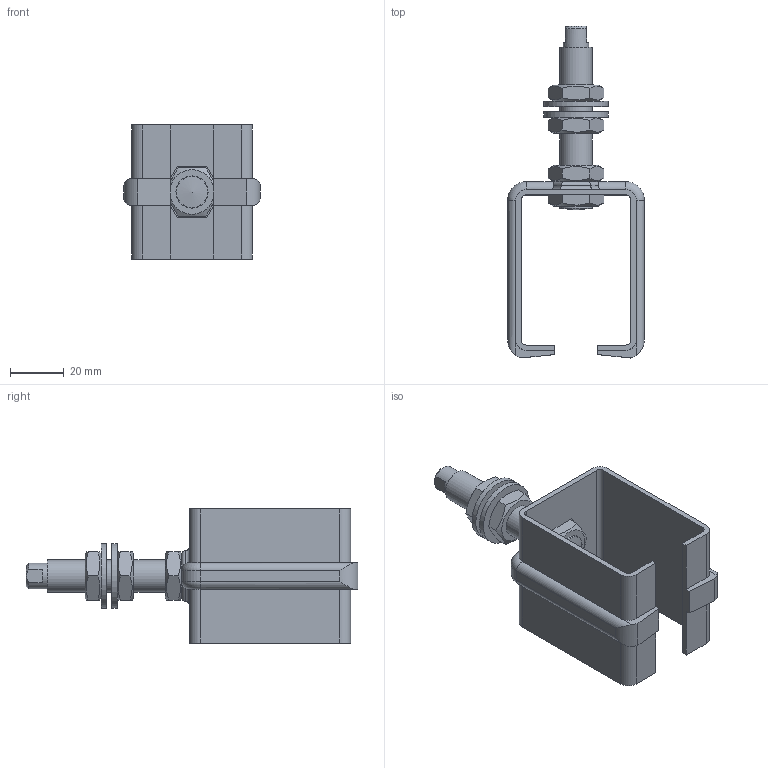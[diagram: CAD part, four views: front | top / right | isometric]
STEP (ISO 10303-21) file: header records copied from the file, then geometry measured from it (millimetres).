
FILE_DESCRIPTION(/* description */ (''),/* implementation_level */ '2;1');
FILE_NAME(/* name */ '5041.stp',/* time_stamp */ '2015-02-02T09:29:50+01:00',/* author */ ('Giuliano'),/* organization */ (''),/* preprocessor_version */ 'ST-DEVELOPER v15.6',/* originating_system */ 'Autodesk Inventor 2015',/* authorisation */ '');
FILE_SCHEMA (('AUTOMOTIVE_DESIGN { 1 0 10303 214 3 1 1 }'));
Length unit declared in the file: millimetre
Products named in the file (5): 14376; 14975; local.ISO.54.110.8; 15741; 5041
Assembly tree (8 placements, depth 2):
  5041
    14376
    14975
    local.ISO.54.110.8  x4
    15741  x2
Bounding box: 51 x 123.77 x 50 mm (x, y, z)
Volume: 35806.7 mm3; surface area: 27947.2 mm2
Topology: 8 solids, 8 shells, 149 faces, 353 edges, 222 vertices
Faces by surface type: plane 80, cylinder 47, cone 18, torus 4
Full cylindrical faces by diameter (mm): 9.5 x1, 10.106 x4, 12 x1, 12.1 x2, 12.8 x1, 24 x2
Entity records: 3222 total; most frequent: CARTESIAN_POINT 675, DIRECTION 520, ORIENTED_EDGE 482, EDGE_CURVE 241, AXIS2_PLACEMENT_3D 188, VERTEX_POINT 157, LINE 144, VECTOR 144
